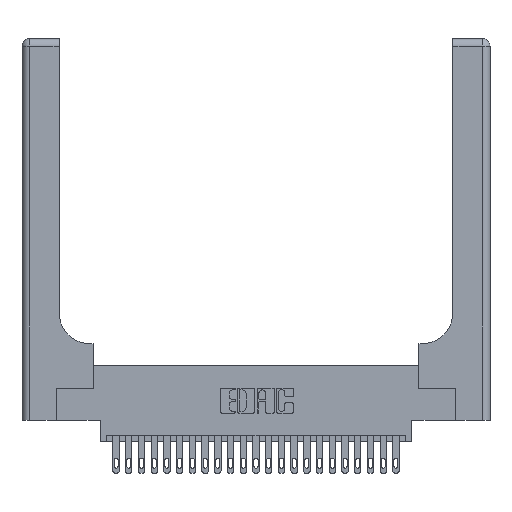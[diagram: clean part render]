
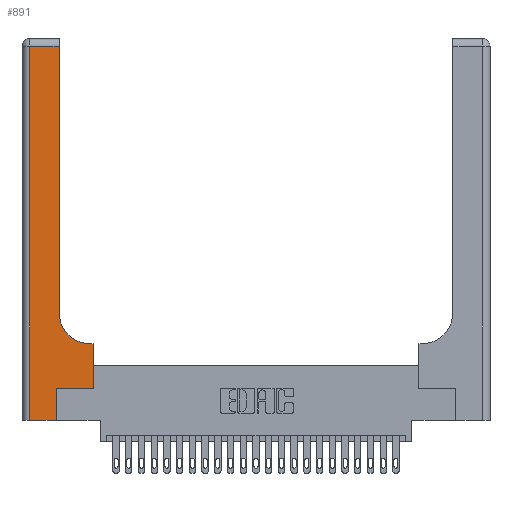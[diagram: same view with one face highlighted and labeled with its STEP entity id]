
A CAD part, top view. The second image highlights one B-rep face of the part: STEP entity #891.
In plain terms, the highlighted planar face has unit normal (0, 0, 1).
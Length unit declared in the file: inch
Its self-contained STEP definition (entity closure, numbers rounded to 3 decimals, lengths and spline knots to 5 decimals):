
#361 = VECTOR ( 'NONE', #20446, 39.37008 ) ;
#764 = EDGE_CURVE ( 'NONE', #16777, #13015, #5735, .T. ) ;
#807 = VERTEX_POINT ( 'NONE', #24104 ) ;
#891 = ADVANCED_FACE ( 'NONE', ( #19885 ), #5624, .F. ) ;
#1061 = CARTESIAN_POINT ( 'NONE',  ( 0.06, 3., 0.37 ) ) ;
#1097 = ORIENTED_EDGE ( 'NONE', *, *, #23402, .T. ) ;
#1703 = DIRECTION ( 'NONE',  ( 0., 0., -1. ) ) ;
#1710 = VECTOR ( 'NONE', #4224, 39.37008 ) ;
#2299 = CARTESIAN_POINT ( 'NONE',  ( 0.269, 0.25, 0.37 ) ) ;
#2466 = DIRECTION ( 'NONE',  ( -1., 0., 0. ) ) ;
#2656 = ORIENTED_EDGE ( 'NONE', *, *, #13931, .T. ) ;
#2670 = CARTESIAN_POINT ( 'NONE',  ( 0.269, 0.25, 0.37 ) ) ;
#3088 = EDGE_CURVE ( 'NONE', #14475, #13724, #6058, .T. ) ;
#3746 = LINE ( 'NONE', #18541, #20280 ) ;
#3945 = VERTEX_POINT ( 'NONE', #14919 ) ;
#4165 = CARTESIAN_POINT ( 'NONE',  ( 0.2915, 2.94, 0.37 ) ) ;
#4224 = DIRECTION ( 'NONE',  ( 1., 0., 0. ) ) ;
#4740 = ORIENTED_EDGE ( 'NONE', *, *, #24036, .T. ) ;
#5010 = CARTESIAN_POINT ( 'NONE',  ( 0., 2.94, 0.37 ) ) ;
#5259 = ORIENTED_EDGE ( 'NONE', *, *, #3088, .T. ) ;
#5624 = PLANE ( 'NONE',  #10204 ) ;
#5735 = LINE ( 'NONE', #7666, #14837 ) ;
#6058 = LINE ( 'NONE', #23052, #23844 ) ;
#6794 = EDGE_CURVE ( 'NONE', #20599, #3945, #16518, .T. ) ;
#6887 = VECTOR ( 'NONE', #12739, 39.37008 ) ;
#7666 = CARTESIAN_POINT ( 'NONE',  ( 0.269, 0., 0.37 ) ) ;
#7863 = ORIENTED_EDGE ( 'NONE', *, *, #19844, .T. ) ;
#8447 = VECTOR ( 'NONE', #18916, 39.37008 ) ;
#9756 = ORIENTED_EDGE ( 'NONE', *, *, #764, .T. ) ;
#10204 = AXIS2_PLACEMENT_3D ( 'NONE', #13456, #1703, #15552 ) ;
#10912 = CARTESIAN_POINT ( 'NONE',  ( 0.5415, 0.6, 0.37 ) ) ;
#11769 = VERTEX_POINT ( 'NONE', #15460 ) ;
#11917 = LINE ( 'NONE', #22337, #361 ) ;
#12739 = DIRECTION ( 'NONE',  ( -1., 0., 0. ) ) ;
#13015 = VERTEX_POINT ( 'NONE', #2670 ) ;
#13456 = CARTESIAN_POINT ( 'NONE',  ( 0., 3., 0.37 ) ) ;
#13724 = VERTEX_POINT ( 'NONE', #4165 ) ;
#13931 = EDGE_CURVE ( 'NONE', #15771, #14475, #25747, .T. ) ;
#14012 = LINE ( 'NONE', #5010, #6887 ) ;
#14421 = DIRECTION ( 'NONE',  ( 0., 0., -1. ) ) ;
#14475 = VERTEX_POINT ( 'NONE', #24440 ) ;
#14837 = VECTOR ( 'NONE', #17491, 39.37008 ) ;
#14919 = CARTESIAN_POINT ( 'NONE',  ( 0.5585, 0.6, 0.37 ) ) ;
#15460 = CARTESIAN_POINT ( 'NONE',  ( 0.06, 2.94, 0.37 ) ) ;
#15552 = DIRECTION ( 'NONE',  ( -1., 0., 0. ) ) ;
#15771 = VERTEX_POINT ( 'NONE', #10912 ) ;
#16182 = DIRECTION ( 'NONE',  ( 1., 0., 0. ) ) ;
#16518 = LINE ( 'NONE', #24623, #8447 ) ;
#16777 = VERTEX_POINT ( 'NONE', #20289 ) ;
#16846 = EDGE_CURVE ( 'NONE', #3945, #15771, #3746, .T. ) ;
#17491 = DIRECTION ( 'NONE',  ( 0., 1., 0. ) ) ;
#17634 = LINE ( 'NONE', #2299, #1710 ) ;
#17761 = EDGE_LOOP ( 'NONE', ( #5259, #1097, #4740, #22205, #9756, #7863, #20059, #18586, #2656 ) ) ;
#18294 = CARTESIAN_POINT ( 'NONE',  ( 0.5415, 0.85, 0.37 ) ) ;
#18541 = CARTESIAN_POINT ( 'NONE',  ( 0.2915, 0.6, 0.37 ) ) ;
#18586 = ORIENTED_EDGE ( 'NONE', *, *, #16846, .T. ) ;
#18916 = DIRECTION ( 'NONE',  ( 0., 1., 0. ) ) ;
#19844 = EDGE_CURVE ( 'NONE', #13015, #20599, #17634, .T. ) ;
#19885 = FACE_OUTER_BOUND ( 'NONE', #17761, .T. ) ;
#20059 = ORIENTED_EDGE ( 'NONE', *, *, #6794, .T. ) ;
#20280 = VECTOR ( 'NONE', #2466, 39.37008 ) ;
#20289 = CARTESIAN_POINT ( 'NONE',  ( 0.269, 0., 0.37 ) ) ;
#20446 = DIRECTION ( 'NONE',  ( 1., 0., 0. ) ) ;
#20559 = LINE ( 'NONE', #1061, #24937 ) ;
#20599 = VERTEX_POINT ( 'NONE', #22742 ) ;
#22083 = AXIS2_PLACEMENT_3D ( 'NONE', #18294, #14421, #16182 ) ;
#22205 = ORIENTED_EDGE ( 'NONE', *, *, #24870, .T. ) ;
#22337 = CARTESIAN_POINT ( 'NONE',  ( 0., 0., 0.37 ) ) ;
#22742 = CARTESIAN_POINT ( 'NONE',  ( 0.5585, 0.25, 0.37 ) ) ;
#22945 = DIRECTION ( 'NONE',  ( 0., -1., 0. ) ) ;
#23052 = CARTESIAN_POINT ( 'NONE',  ( 0.2915, 3., 0.37 ) ) ;
#23402 = EDGE_CURVE ( 'NONE', #13724, #11769, #14012, .T. ) ;
#23844 = VECTOR ( 'NONE', #25258, 39.37008 ) ;
#24036 = EDGE_CURVE ( 'NONE', #11769, #807, #20559, .T. ) ;
#24104 = CARTESIAN_POINT ( 'NONE',  ( 0.06, 0., 0.37 ) ) ;
#24440 = CARTESIAN_POINT ( 'NONE',  ( 0.2915, 0.85, 0.37 ) ) ;
#24623 = CARTESIAN_POINT ( 'NONE',  ( 0.5585, 0.25, 0.37 ) ) ;
#24870 = EDGE_CURVE ( 'NONE', #807, #16777, #11917, .T. ) ;
#24937 = VECTOR ( 'NONE', #22945, 39.37008 ) ;
#25258 = DIRECTION ( 'NONE',  ( 0., 1., 0. ) ) ;
#25747 = CIRCLE ( 'NONE', #22083, 0.25 ) ;
